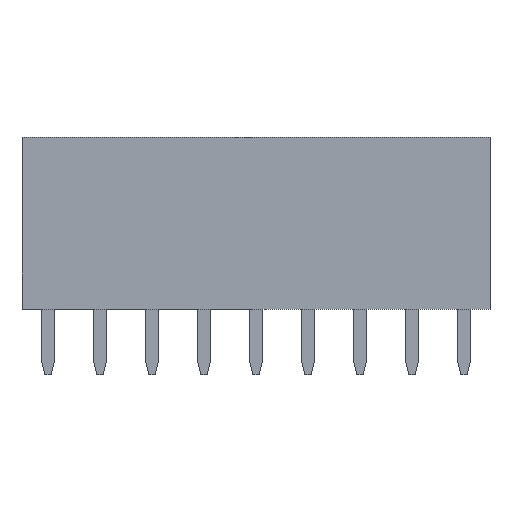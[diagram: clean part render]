
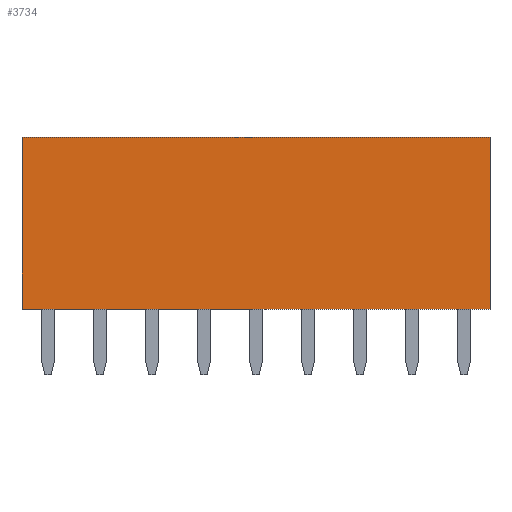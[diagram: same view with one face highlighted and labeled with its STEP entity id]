
A CAD part, top view. The second image highlights one B-rep face of the part: STEP entity #3734.
In plain terms, the highlighted planar face has unit normal (0, 0, 1).
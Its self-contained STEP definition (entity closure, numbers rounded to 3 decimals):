
#430=CARTESIAN_POINT('',(21.59,8.4,1.27));
#431=VERTEX_POINT('',#430);
#438=CARTESIAN_POINT('',(21.59,0.0,1.27));
#439=VERTEX_POINT('',#438);
#440=CARTESIAN_POINT('',(21.59,0.0,1.27));
#441=DIRECTION('',(0.0,1.0,0.0));
#442=VECTOR('',#441,8.4);
#443=LINE('',#440,#442);
#444=EDGE_CURVE('',#439,#431,#443,.T.);
#3268=CARTESIAN_POINT('',(-1.27,8.4,1.27));
#3269=VERTEX_POINT('',#3268);
#3270=CARTESIAN_POINT('',(21.59,8.4,1.27));
#3271=DIRECTION('',(-1.0,0.0,0.0));
#3272=VECTOR('',#3271,22.86);
#3273=LINE('',#3270,#3272);
#3274=EDGE_CURVE('',#431,#3269,#3273,.T.);
#3648=CARTESIAN_POINT('',(-1.27,0.0,1.27));
#3649=VERTEX_POINT('',#3648);
#3650=CARTESIAN_POINT('',(-1.27,0.0,1.27));
#3651=DIRECTION('',(1.0,0.0,0.0));
#3652=VECTOR('',#3651,22.86);
#3653=LINE('',#3650,#3652);
#3654=EDGE_CURVE('',#3649,#439,#3653,.T.);
#3718=CARTESIAN_POINT('',(1.27,0.0,1.27));
#3719=DIRECTION('',(0.0,0.0,1.0));
#3720=DIRECTION('',(1.0,0.0,0.0));
#3721=AXIS2_PLACEMENT_3D('',#3718,#3719,#3720);
#3722=PLANE('',#3721);
#3723=ORIENTED_EDGE('',*,*,#3274,.T.);
#3724=CARTESIAN_POINT('',(-1.27,0.0,1.27));
#3725=DIRECTION('',(0.0,1.0,0.0));
#3726=VECTOR('',#3725,8.4);
#3727=LINE('',#3724,#3726);
#3728=EDGE_CURVE('',#3649,#3269,#3727,.T.);
#3729=ORIENTED_EDGE('',*,*,#3728,.F.);
#3730=ORIENTED_EDGE('',*,*,#3654,.T.);
#3731=ORIENTED_EDGE('',*,*,#444,.T.);
#3732=EDGE_LOOP('',(#3723,#3729,#3730,#3731));
#3733=FACE_OUTER_BOUND('',#3732,.T.);
#3734=ADVANCED_FACE('',(#3733),#3722,.T.);
